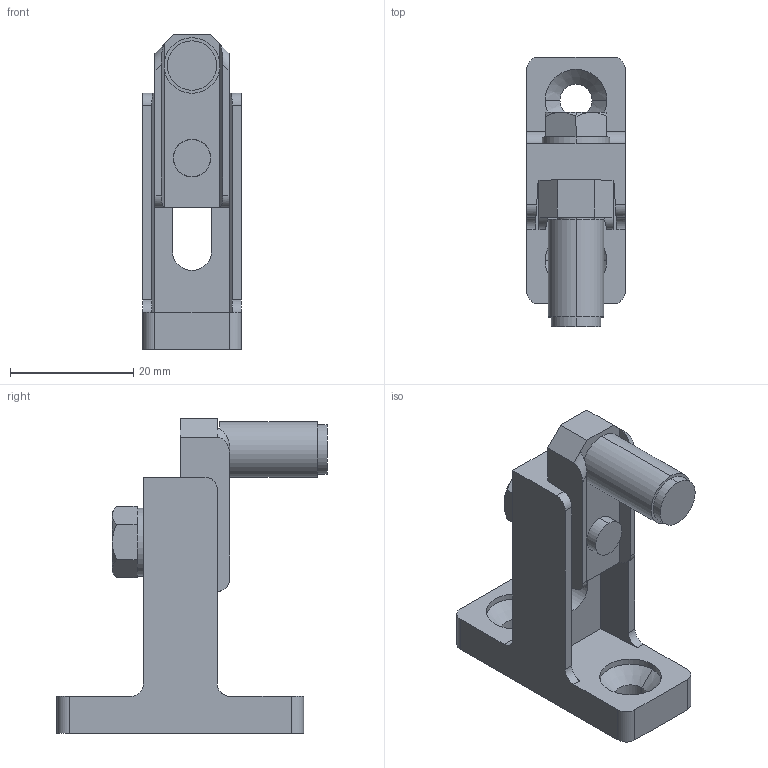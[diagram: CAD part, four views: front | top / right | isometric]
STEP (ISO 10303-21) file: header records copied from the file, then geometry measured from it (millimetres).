
FILE_DESCRIPTION (( 'STEP AP203' ), '1' );
FILE_NAME ('FA-1682-S-2.STEP', '2023-10-06T06:37:59', ( '' ), ( '' ), 'SwSTEP 2.0', 'SolidWorks 2021', '' );
FILE_SCHEMA (( 'CONFIG_CONTROL_DESIGN' ));
Length unit declared in the file: millimetre
Products named in the file (6): FA-1682-S-2_固定ブラケット__公開用; FA-1682-S-2; FA-1682-S-2_ローラー__公開用; FA-1682-S-2_歯付座金_; FA-1682-S-2_可動アーム__公開用; FA-1682-S-2_六角ボルト_
Assembly tree (5 placements, depth 2):
  FA-1682-S-2
    FA-1682-S-2_固定ブラケット__公開用
    FA-1682-S-2_可動アーム__公開用
    FA-1682-S-2_歯付座金_
    FA-1682-S-2_ローラー__公開用
    FA-1682-S-2_六角ボルト_
Bounding box: 16 x 43.8 x 51 mm (x, y, z)
Volume: 9841.4 mm3; surface area: 8279.9 mm2
Topology: 5 solids, 6 shells, 142 faces, 356 edges, 233 vertices
Faces by surface type: plane 71, cylinder 58, cone 11, sphere 2
Entity records: 4964 total; most frequent: CARTESIAN_POINT 845, DIRECTION 752, ORIENTED_EDGE 712, EDGE_CURVE 356, AXIS2_PLACEMENT_3D 268, VERTEX_POINT 233, LINE 216, VECTOR 216
